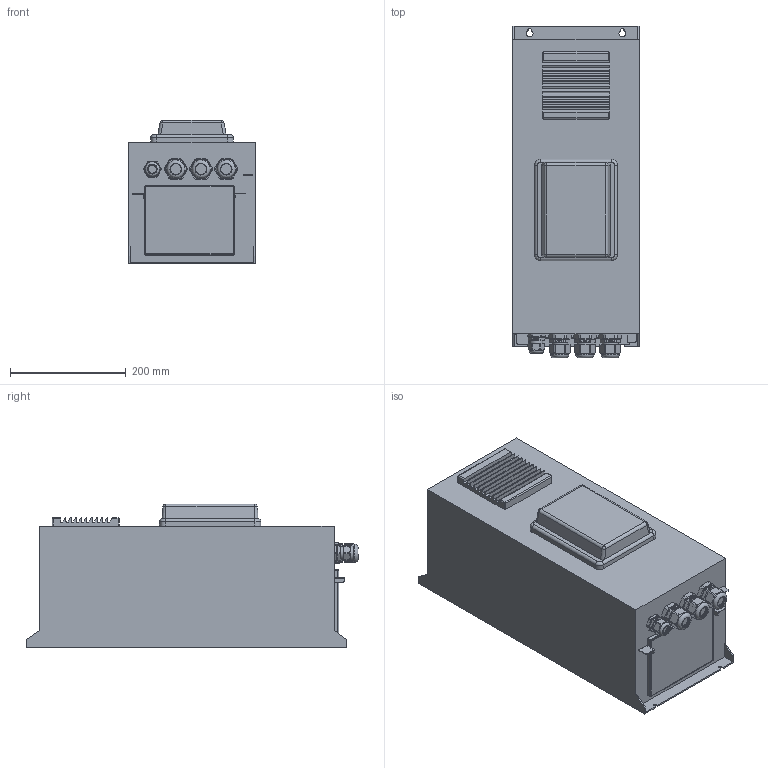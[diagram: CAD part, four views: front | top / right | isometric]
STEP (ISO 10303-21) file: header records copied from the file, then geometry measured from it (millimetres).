
FILE_DESCRIPTION(('STEP AP242'), '1');
FILE_NAME('祏瀁譇賚歑 13', '', ('UNSPECIFIED'), ('UNSPECIFIED'), 'C3D Converter', 'C3D Toolkit', '');
FILE_SCHEMA(('AP242_MANAGED_MODEL_BASED_3D_ENGINEERING_MIM_LF { 1 0 10303 442 1 1 4 }'));
Length unit declared in the file: millimetre
Products named in the file (7): VF-101-PK75-0003-A-T4-C54-B-H - VF-101-P7K5-0017-A-T4-C54-B-H; Корпус; Крышка; YSA20-14-16-54-K41 Ñàëüíèê PG 16 äèàìåòð ïðîâîäíèêà 9-13ìì IP54 ÈÝÊ; Решетка снизу; YSA20-18-21-54-K41 Сальник PG 21 диаметр проводника 15-18мм IP54 ИЭК; Решетка 2 116мм
Assembly tree (8 placements, depth 2):
  VF-101-PK75-0003-A-T4-C54-B-H - VF-101-P7K5-0017-A-T4-C54-B-H
    Корпус
    Крышка
    YSA20-14-16-54-K41 Ñàëüíèê PG 16 äèàìåòð ïðîâîäíèêà 9-13ìì IP54 ÈÝÊ
    Решетка снизу
    YSA20-18-21-54-K41 Сальник PG 21 диаметр проводника 15-18мм IP54 ИЭК  x3
    Решетка 2 116мм
Bounding box: 218 x 573.4 x 248 mm (x, y, z)
Volume: 24355523.2 mm3; surface area: 780571.8 mm2
Topology: 24 solids, 24 shells, 1576 faces, 4186 edges, 2762 vertices
Faces by surface type: plane 1102, bspline 198, cylinder 184, cone 80, sphere 8, torus 4
Full cylindrical faces by diameter (mm): 14 x1, 14.6 x1, 15.5 x1, 17.5 x1, 17.8 x1, 18.5 x3, 19 x6, 20 x1, 20.6 x1, 22 x8, 22.3 x3, 25 x1, 26 x3, 26.3 x3, 27 x4, 27.001 x3, 27.5 x3, 28 x3, 28.001 x3, 31.3 x3, 34.5 x3
Entity records: 55461 total; most frequent: CARTESIAN_POINT 31125, ORIENTED_EDGE 4620, DIRECTION 3704, EDGE_CURVE 2310, VERTEX_POINT 1540, LINE 1474, VECTOR 1474, AXIS2_PLACEMENT_3D 1115
